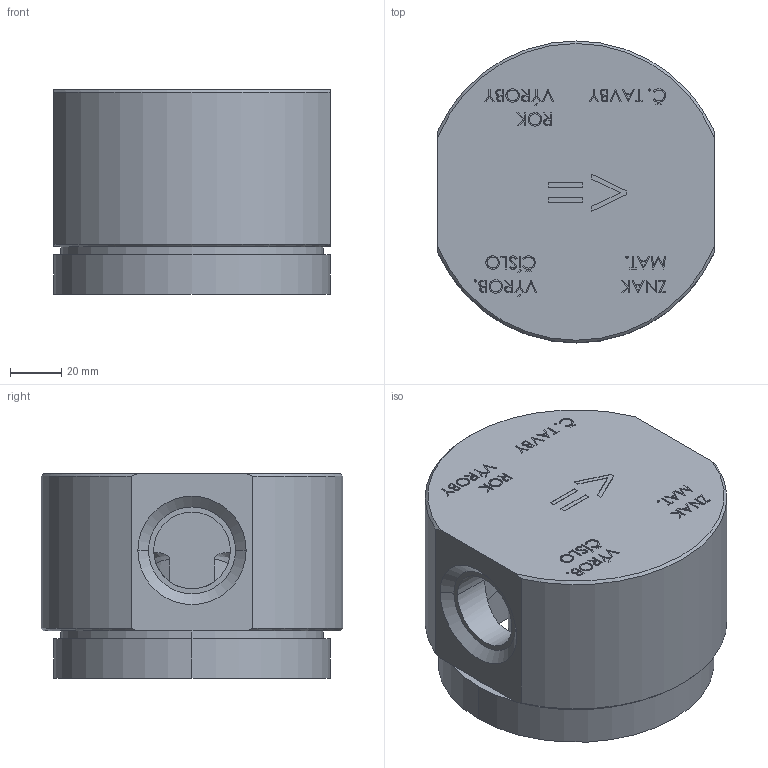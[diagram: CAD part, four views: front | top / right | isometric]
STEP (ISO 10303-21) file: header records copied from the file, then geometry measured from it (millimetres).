
FILE_DESCRIPTION (( 'STEP AP214' ), '1' );
FILE_NAME ('K1645_60902206.STEP', '2022-11-22T07:12:40', ( '' ), ( '' ), 'SwSTEP 2.0', 'SolidWorks 2019', '' );
FILE_SCHEMA (( 'AUTOMOTIVE_DESIGN' ));
Length unit declared in the file: millimetre
Products named in the file (1): K1645_60902206
Bounding box: 108 x 118 x 80 mm (x, y, z)
Volume: 589193.7 mm3; surface area: 72309.4 mm2
Topology: 1 solids, 1 shells, 513 faces, 1333 edges, 887 vertices
Faces by surface type: plane 351, bspline 123, cylinder 29, cone 10
Entity records: 23092 total; most frequent: CARTESIAN_POINT 11293, ORIENTED_EDGE 2662, DIRECTION 1890, EDGE_CURVE 1331, VECTOR 990, LINE 990, VERTEX_POINT 887, EDGE_LOOP 584
